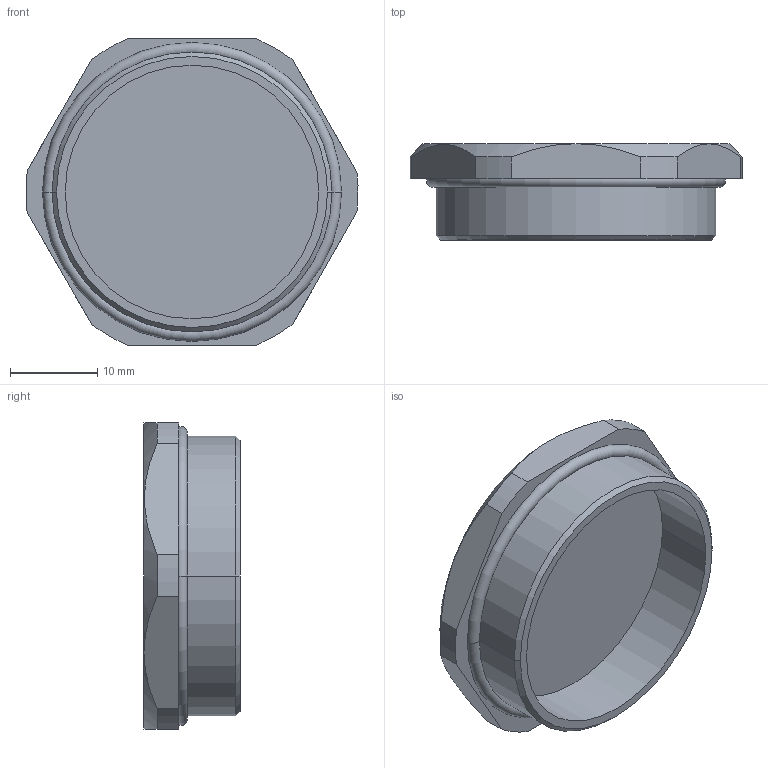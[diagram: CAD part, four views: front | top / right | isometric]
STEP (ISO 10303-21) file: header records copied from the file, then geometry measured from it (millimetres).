
FILE_DESCRIPTION((''),'2;1');
FILE_NAME('3D_1021010181001_WNP-M25_V1_0','2020-08-14T',('f.li'),(''),'PRO/ENGINEER BY PARAMETRIC TECHNOLOGY CORPORATION, 2012480','PRO/ENGINEER BY PARAMETRIC TECHNOLOGY CORPORATION, 2012480','');
FILE_SCHEMA(('CONFIG_CONTROL_DESIGN'));
Length unit declared in the file: millimetre
Products named in the file (1): 3D_1021010181001_WNP-M25_V1_0
Bounding box: 37.97 x 11 x 35 mm (x, y, z)
Volume: 5218.7 mm3; surface area: 3801.4 mm2
Topology: 1 solids, 1 shells, 29 faces, 66 edges, 41 vertices
Faces by surface type: plane 10, cylinder 10, cone 7, torus 2
Entity records: 892 total; most frequent: CARTESIAN_POINT 193, DIRECTION 144, ORIENTED_EDGE 132, EDGE_CURVE 66, AXIS2_PLACEMENT_3D 60, VERTEX_POINT 41, EDGE_LOOP 31, CIRCLE 31
